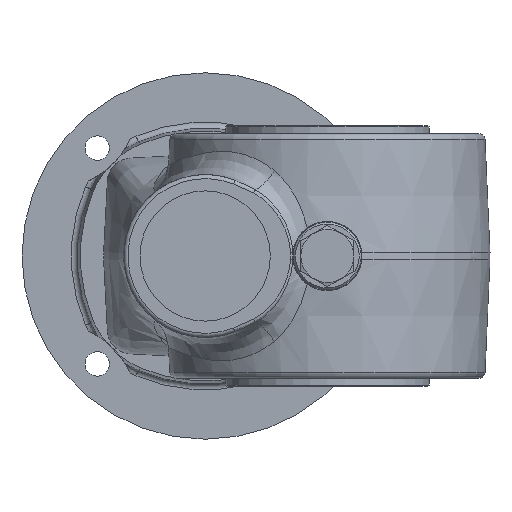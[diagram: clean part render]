
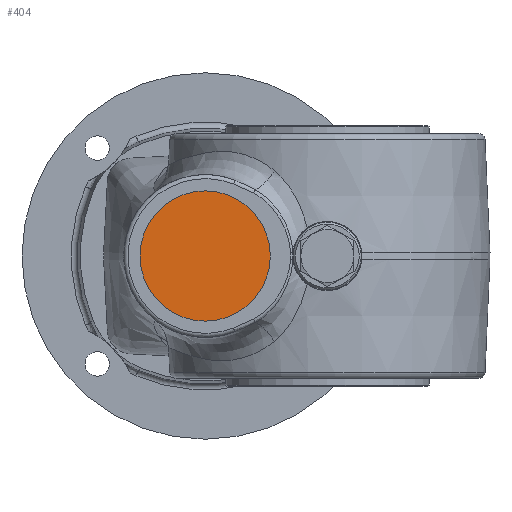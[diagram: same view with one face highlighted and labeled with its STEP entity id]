
A CAD part, left-side view. The second image highlights one B-rep face of the part: STEP entity #404.
In plain terms, the highlighted planar face has unit normal (-1, 0, 0).
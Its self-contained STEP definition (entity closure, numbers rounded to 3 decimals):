
#404 = ADVANCED_FACE( '', ( #1093 ), #1094, .F. );
#1093 = FACE_OUTER_BOUND( '', #2849, .T. );
#1094 = PLANE( '', #2850 );
#2849 = EDGE_LOOP( '', ( #7015 ) );
#2850 = AXIS2_PLACEMENT_3D( '', #7016, #7017, #7018 );
#7015 = ORIENTED_EDGE( '', *, *, #9210, .F. );
#7016 = CARTESIAN_POINT( '', ( -40.5, 30., 0. ) );
#7017 = DIRECTION( '', ( 1., 0., 0. ) );
#7018 = DIRECTION( '', ( 0., 1., 0. ) );
#9210 = EDGE_CURVE( '', #10256, #10256, #10257, .T. );
#10256 = VERTEX_POINT( '', #12350 );
#10257 = CIRCLE( '', #12351, 16. );
#12350 = CARTESIAN_POINT( '', ( -40.5, 46., 0. ) );
#12351 = AXIS2_PLACEMENT_3D( '', #15301, #15302, #15303 );
#15301 = CARTESIAN_POINT( '', ( -40.5, 30., 0. ) );
#15302 = DIRECTION( '', ( 1., 0., 0. ) );
#15303 = DIRECTION( '', ( 0., 1., 0. ) );
